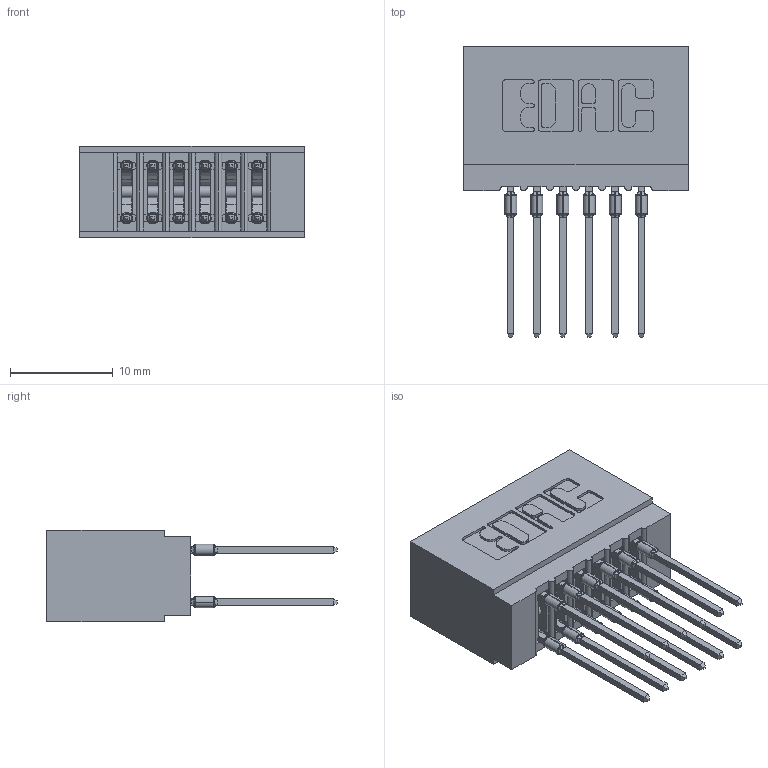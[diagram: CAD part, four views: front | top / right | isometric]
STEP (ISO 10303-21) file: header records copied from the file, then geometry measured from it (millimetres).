
FILE_DESCRIPTION (( 'STEP AP203' ), '1' );
FILE_NAME ('725-012-545-201.STEP', '2026-02-24T16:37:05', ( '' ), ( '' ), 'SwSTEP 2.0', 'SolidWorks 2023', '' );
FILE_SCHEMA (( 'CONFIG_CONTROL_DESIGN' ));
Length unit declared in the file: millimetre
Products named in the file (3): 725 Part_Insulator Option - 01; 745-292-001_545; 725-012-545-201
Assembly tree (13 placements, depth 2):
  725-012-545-201
    725 Part_Insulator Option - 01
    745-292-001_545  x12
Bounding box: 21.84 x 28.21 x 8.89 mm (x, y, z)
Volume: 1955.8 mm3; surface area: 3544.2 mm2
Topology: 13 solids, 13 shells, 1169 faces, 3140 edges, 1980 vertices
Faces by surface type: plane 607, cylinder 250, bspline 240, torus 72
Entity records: 14980 total; most frequent: CARTESIAN_POINT 3111, ORIENTED_EDGE 2474, DIRECTION 2195, EDGE_CURVE 1237, LINE 1019, VECTOR 1019, VERTEX_POINT 792, AXIS2_PLACEMENT_3D 588
